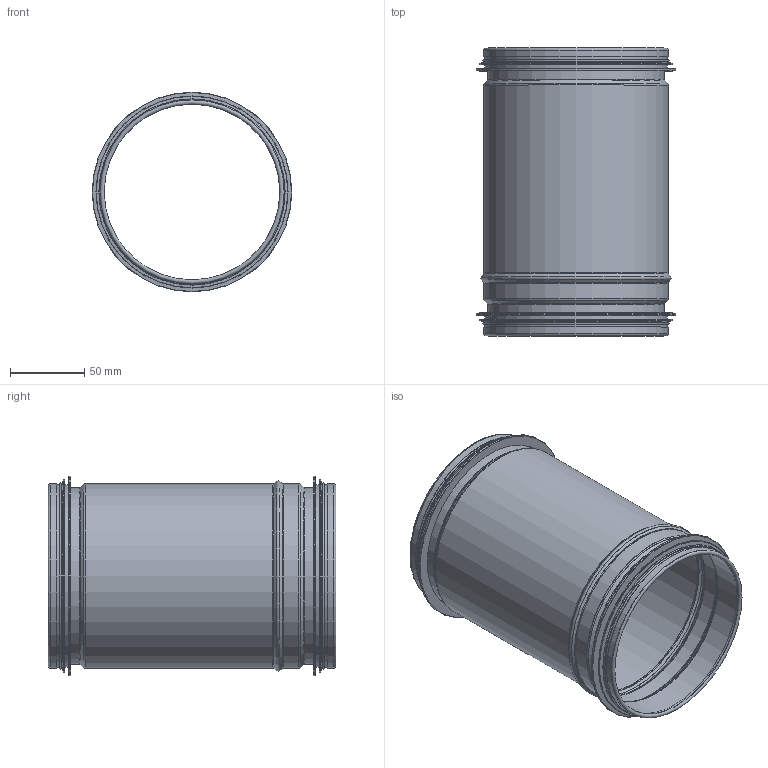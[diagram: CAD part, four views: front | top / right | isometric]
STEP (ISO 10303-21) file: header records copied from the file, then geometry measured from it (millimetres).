
FILE_DESCRIPTION((''),'2;1');
FILE_NAME('HIL-125.stp','2014-02-19T15:55:06',(''),(''),'Autodesk Inventor 2013','Autodesk Inventor 2013','');
FILE_SCHEMA(('AUTOMOTIVE_DESIGN { 1 2 10303 214 0 1 1 1 }'));
Length unit declared in the file: millimetre
Products named in the file (3): HIL-125; 999004; HILRörämne-04
Assembly tree (3 placements, depth 2):
  HIL-125
    999004  x2
    HILRörämne-04
Bounding box: 134.45 x 194 x 134.45 mm (x, y, z)
Volume: 66974.1 mm3; surface area: 202046.8 mm2
Topology: 3 solids, 3 shells, 78 faces, 146 edges, 80 vertices
Faces by surface type: torus 30, cylinder 24, plane 12, cone 12
Full cylindrical faces by diameter (mm): 118.25 x2, 119.25 x2, 120.45 x2, 123.05 x10, 124.05 x4, 129.45 x2, 134.45 x2
Entity records: 1363 total; most frequent: DIRECTION 248, CARTESIAN_POINT 183, AXIS2_PLACEMENT_3D 124, ORIENTED_EDGE 118, EDGE_LOOP 118, STYLED_ITEM 61, VERTEX_POINT 59, CIRCLE 59
